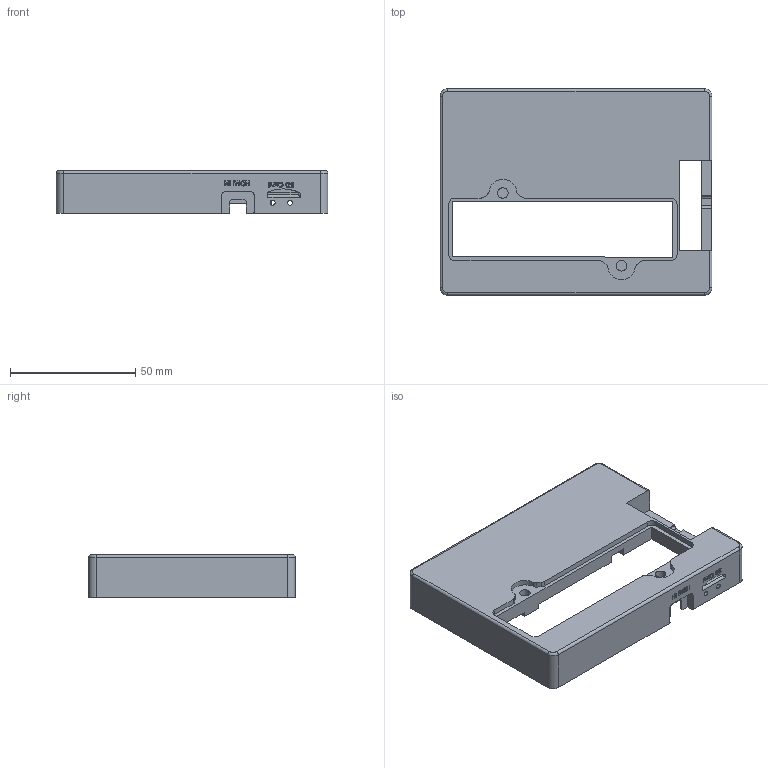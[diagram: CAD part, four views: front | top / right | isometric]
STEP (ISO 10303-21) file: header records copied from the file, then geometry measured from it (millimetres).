
FILE_DESCRIPTION (( 'STEP AP203' ), '1' );
FILE_NAME ('ROCK-5Bµ××ù.STEP', '2022-10-14T15:02:35', ( '' ), ( '' ), 'SwSTEP 2.0', 'SolidWorks 2021', '' );
FILE_SCHEMA (( 'CONFIG_CONTROL_DESIGN' ));
Length unit declared in the file: millimetre
Products named in the file (1): ROCK-5B菁釱
Bounding box: 108.3 x 82.34 x 17 mm (x, y, z)
Volume: 55816.9 mm3; surface area: 26672 mm2
Topology: 1 solids, 1 shells, 449 faces, 1243 edges, 822 vertices
Faces by surface type: plane 269, cylinder 102, bspline 74, torus 4
Entity records: 17543 total; most frequent: CARTESIAN_POINT 6284, ORIENTED_EDGE 2486, DIRECTION 2047, EDGE_CURVE 1243, VECTOR 885, LINE 885, VERTEX_POINT 822, AXIS2_PLACEMENT_3D 581
